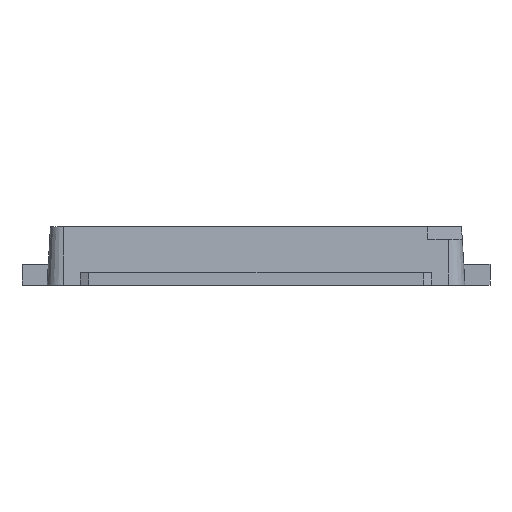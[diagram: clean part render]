
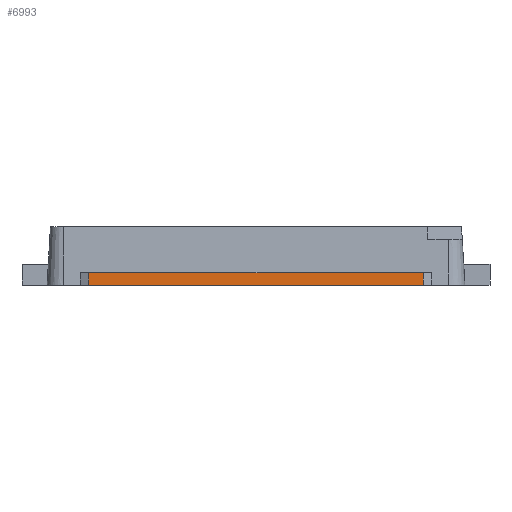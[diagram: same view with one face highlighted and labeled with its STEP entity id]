
A CAD part, front view. The second image highlights one B-rep face of the part: STEP entity #6993.
In plain terms, the highlighted planar face has unit normal (0, -1, 0).
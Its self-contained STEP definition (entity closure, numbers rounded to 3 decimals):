
#579 = PLANE('',#580);
#580 = AXIS2_PLACEMENT_3D('',#581,#582,#583);
#581 = CARTESIAN_POINT('',(-2.3,-1.275,0.));
#582 = DIRECTION('',(0.,0.,1.));
#583 = DIRECTION('',(1.,0.,-0.));
#5745 = VERTEX_POINT('',#5746);
#5746 = CARTESIAN_POINT('',(2.,-1.525,0.));
#5760 = PLANE('',#5761);
#5761 = AXIS2_PLACEMENT_3D('',#5762,#5763,#5764);
#5762 = CARTESIAN_POINT('',(2.1,-1.475,0.15));
#5763 = DIRECTION('',(0.447,-0.894,0.));
#5764 = DIRECTION('',(0.894,0.447,0.));
#5772 = EDGE_CURVE('',#5773,#5745,#5775,.T.);
#5773 = VERTEX_POINT('',#5774);
#5774 = CARTESIAN_POINT('',(-2.,-1.525,0.));
#5775 = SURFACE_CURVE('',#5776,(#5780,#5787),.PCURVE_S1.);
#5776 = LINE('',#5777,#5778);
#5777 = CARTESIAN_POINT('',(2.,-1.525,0.));
#5778 = VECTOR('',#5779,1.);
#5779 = DIRECTION('',(1.,0.,0.));
#5780 = PCURVE('',#579,#5781);
#5781 = DEFINITIONAL_REPRESENTATION('',(#5782),#5786);
#5782 = LINE('',#5783,#5784);
#5783 = CARTESIAN_POINT('',(4.3,-0.25));
#5784 = VECTOR('',#5785,1.);
#5785 = DIRECTION('',(1.,0.));
#5786 = ( GEOMETRIC_REPRESENTATION_CONTEXT(2) 
PARAMETRIC_REPRESENTATION_CONTEXT() REPRESENTATION_CONTEXT('2D SPACE',''
  ) );
#5787 = PCURVE('',#5788,#5793);
#5788 = PLANE('',#5789);
#5789 = AXIS2_PLACEMENT_3D('',#5790,#5791,#5792);
#5790 = CARTESIAN_POINT('',(2.,-1.525,0.15));
#5791 = DIRECTION('',(0.,-1.,0.));
#5792 = DIRECTION('',(0.,0.,-1.));
#5793 = DEFINITIONAL_REPRESENTATION('',(#5794),#5798);
#5794 = LINE('',#5795,#5796);
#5795 = CARTESIAN_POINT('',(0.15,0.));
#5796 = VECTOR('',#5797,1.);
#5797 = DIRECTION('',(0.,1.));
#5798 = ( GEOMETRIC_REPRESENTATION_CONTEXT(2) 
PARAMETRIC_REPRESENTATION_CONTEXT() REPRESENTATION_CONTEXT('2D SPACE',''
  ) );
#5816 = PLANE('',#5817);
#5817 = AXIS2_PLACEMENT_3D('',#5818,#5819,#5820);
#5818 = CARTESIAN_POINT('',(-2.,-1.525,0.15));
#5819 = DIRECTION('',(-0.447,-0.894,0.));
#5820 = DIRECTION('',(0.894,-0.447,0.));
#5996 = PLANE('',#5997);
#5997 = AXIS2_PLACEMENT_3D('',#5998,#5999,#6000);
#5998 = CARTESIAN_POINT('',(0.,0.,0.15));
#5999 = DIRECTION('',(0.,0.,-1.));
#6000 = DIRECTION('',(-1.,0.,0.));
#6874 = VERTEX_POINT('',#6875);
#6875 = CARTESIAN_POINT('',(-2.,-1.525,0.15));
#6896 = EDGE_CURVE('',#6874,#6897,#6899,.T.);
#6897 = VERTEX_POINT('',#6898);
#6898 = CARTESIAN_POINT('',(2.,-1.525,0.15));
#6899 = SURFACE_CURVE('',#6900,(#6904,#6911),.PCURVE_S1.);
#6900 = LINE('',#6901,#6902);
#6901 = CARTESIAN_POINT('',(2.,-1.525,0.15));
#6902 = VECTOR('',#6903,1.);
#6903 = DIRECTION('',(1.,0.,0.));
#6904 = PCURVE('',#5996,#6905);
#6905 = DEFINITIONAL_REPRESENTATION('',(#6906),#6910);
#6906 = LINE('',#6907,#6908);
#6907 = CARTESIAN_POINT('',(-2.,-1.525));
#6908 = VECTOR('',#6909,1.);
#6909 = DIRECTION('',(-1.,0.));
#6910 = ( GEOMETRIC_REPRESENTATION_CONTEXT(2) 
PARAMETRIC_REPRESENTATION_CONTEXT() REPRESENTATION_CONTEXT('2D SPACE',''
  ) );
#6911 = PCURVE('',#5788,#6912);
#6912 = DEFINITIONAL_REPRESENTATION('',(#6913),#6917);
#6913 = LINE('',#6914,#6915);
#6914 = CARTESIAN_POINT('',(0.,0.));
#6915 = VECTOR('',#6916,1.);
#6916 = DIRECTION('',(0.,1.));
#6917 = ( GEOMETRIC_REPRESENTATION_CONTEXT(2) 
PARAMETRIC_REPRESENTATION_CONTEXT() REPRESENTATION_CONTEXT('2D SPACE',''
  ) );
#6944 = EDGE_CURVE('',#5773,#6874,#6945,.T.);
#6945 = SURFACE_CURVE('',#6946,(#6950,#6957),.PCURVE_S1.);
#6946 = LINE('',#6947,#6948);
#6947 = CARTESIAN_POINT('',(-2.,-1.525,0.15));
#6948 = VECTOR('',#6949,1.);
#6949 = DIRECTION('',(0.,0.,1.));
#6950 = PCURVE('',#5816,#6951);
#6951 = DEFINITIONAL_REPRESENTATION('',(#6952),#6956);
#6952 = LINE('',#6953,#6954);
#6953 = CARTESIAN_POINT('',(0.,0.));
#6954 = VECTOR('',#6955,1.);
#6955 = DIRECTION('',(0.,1.));
#6956 = ( GEOMETRIC_REPRESENTATION_CONTEXT(2) 
PARAMETRIC_REPRESENTATION_CONTEXT() REPRESENTATION_CONTEXT('2D SPACE',''
  ) );
#6957 = PCURVE('',#5788,#6958);
#6958 = DEFINITIONAL_REPRESENTATION('',(#6959),#6963);
#6959 = LINE('',#6960,#6961);
#6960 = CARTESIAN_POINT('',(0.,-4.));
#6961 = VECTOR('',#6962,1.);
#6962 = DIRECTION('',(-1.,0.));
#6963 = ( GEOMETRIC_REPRESENTATION_CONTEXT(2) 
PARAMETRIC_REPRESENTATION_CONTEXT() REPRESENTATION_CONTEXT('2D SPACE',''
  ) );
#6973 = EDGE_CURVE('',#5745,#6897,#6974,.T.);
#6974 = SURFACE_CURVE('',#6975,(#6979,#6986),.PCURVE_S1.);
#6975 = LINE('',#6976,#6977);
#6976 = CARTESIAN_POINT('',(2.,-1.525,0.15));
#6977 = VECTOR('',#6978,1.);
#6978 = DIRECTION('',(0.,0.,1.));
#6979 = PCURVE('',#5760,#6980);
#6980 = DEFINITIONAL_REPRESENTATION('',(#6981),#6985);
#6981 = LINE('',#6982,#6983);
#6982 = CARTESIAN_POINT('',(-0.112,0.));
#6983 = VECTOR('',#6984,1.);
#6984 = DIRECTION('',(0.,1.));
#6985 = ( GEOMETRIC_REPRESENTATION_CONTEXT(2) 
PARAMETRIC_REPRESENTATION_CONTEXT() REPRESENTATION_CONTEXT('2D SPACE',''
  ) );
#6986 = PCURVE('',#5788,#6987);
#6987 = DEFINITIONAL_REPRESENTATION('',(#6988),#6992);
#6988 = LINE('',#6989,#6990);
#6989 = CARTESIAN_POINT('',(0.,0.));
#6990 = VECTOR('',#6991,1.);
#6991 = DIRECTION('',(-1.,0.));
#6992 = ( GEOMETRIC_REPRESENTATION_CONTEXT(2) 
PARAMETRIC_REPRESENTATION_CONTEXT() REPRESENTATION_CONTEXT('2D SPACE',''
  ) );
#6993 = ADVANCED_FACE('',(#6994),#5788,.T.);
#6994 = FACE_BOUND('',#6995,.T.);
#6995 = EDGE_LOOP('',(#6996,#6997,#6998,#6999));
#6996 = ORIENTED_EDGE('',*,*,#5772,.T.);
#6997 = ORIENTED_EDGE('',*,*,#6973,.T.);
#6998 = ORIENTED_EDGE('',*,*,#6896,.F.);
#6999 = ORIENTED_EDGE('',*,*,#6944,.F.);
